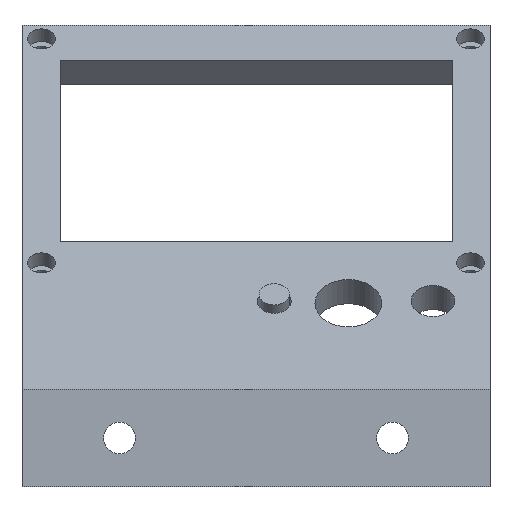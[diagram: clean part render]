
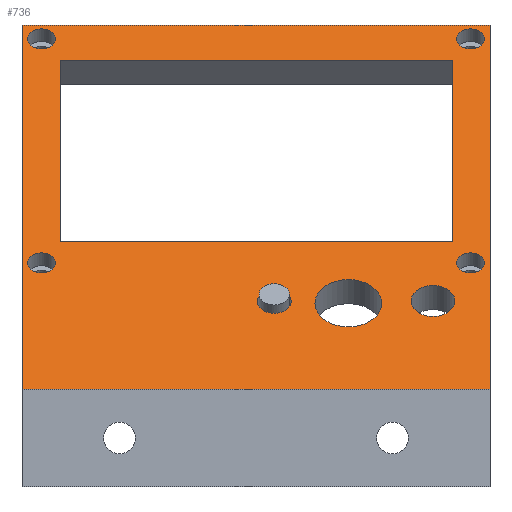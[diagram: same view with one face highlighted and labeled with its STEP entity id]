
A CAD part, front view. The second image highlights one B-rep face of the part: STEP entity #736.
In plain terms, the highlighted face is planar.
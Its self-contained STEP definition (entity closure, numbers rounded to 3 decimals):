
#29=FACE_BOUND('',#155,.T.);
#30=FACE_BOUND('',#156,.T.);
#31=FACE_BOUND('',#157,.T.);
#32=FACE_BOUND('',#158,.T.);
#33=FACE_BOUND('',#159,.T.);
#34=FACE_BOUND('',#160,.T.);
#35=FACE_BOUND('',#161,.T.);
#36=FACE_BOUND('',#162,.T.);
#64=PLANE('',#823);
#105=FACE_OUTER_BOUND('',#154,.T.);
#154=EDGE_LOOP('',(#638,#639,#640,#641));
#155=EDGE_LOOP('',(#642));
#156=EDGE_LOOP('',(#643));
#157=EDGE_LOOP('',(#644));
#158=EDGE_LOOP('',(#645));
#159=EDGE_LOOP('',(#646));
#160=EDGE_LOOP('',(#647));
#161=EDGE_LOOP('',(#648));
#162=EDGE_LOOP('',(#649,#650,#651,#652));
#191=LINE('',#1154,#251);
#212=LINE('',#1230,#272);
#215=LINE('',#1236,#275);
#218=LINE('',#1242,#278);
#221=LINE('',#1246,#281);
#229=LINE('',#1278,#289);
#232=LINE('',#1284,#292);
#235=LINE('',#1288,#295);
#251=VECTOR('',#884,10.);
#272=VECTOR('',#963,10.);
#275=VECTOR('',#968,10.);
#278=VECTOR('',#973,10.);
#281=VECTOR('',#978,10.);
#289=VECTOR('',#1014,10.);
#292=VECTOR('',#1019,10.);
#295=VECTOR('',#1024,10.);
#306=CIRCLE('',#780,2.9);
#309=CIRCLE('',#785,2.9);
#312=CIRCLE('',#790,2.9);
#315=CIRCLE('',#795,2.9);
#322=CIRCLE('',#812,4.5);
#324=CIRCLE('',#815,3.5);
#326=CIRCLE('',#818,6.85);
#348=VERTEX_POINT('',#1151);
#349=VERTEX_POINT('',#1153);
#358=VERTEX_POINT('',#1180);
#361=VERTEX_POINT('',#1189);
#364=VERTEX_POINT('',#1198);
#367=VERTEX_POINT('',#1207);
#374=VERTEX_POINT('',#1227);
#375=VERTEX_POINT('',#1229);
#377=VERTEX_POINT('',#1235);
#379=VERTEX_POINT('',#1241);
#382=VERTEX_POINT('',#1257);
#384=VERTEX_POINT('',#1263);
#386=VERTEX_POINT('',#1269);
#389=VERTEX_POINT('',#1277);
#391=VERTEX_POINT('',#1283);
#419=EDGE_CURVE('',#349,#348,#191,.T.);
#432=EDGE_CURVE('',#358,#358,#306,.T.);
#436=EDGE_CURVE('',#361,#361,#309,.T.);
#440=EDGE_CURVE('',#364,#364,#312,.T.);
#444=EDGE_CURVE('',#367,#367,#315,.T.);
#454=EDGE_CURVE('',#375,#374,#212,.T.);
#457=EDGE_CURVE('',#377,#375,#215,.T.);
#460=EDGE_CURVE('',#379,#377,#218,.T.);
#463=EDGE_CURVE('',#374,#379,#221,.T.);
#469=EDGE_CURVE('',#382,#382,#322,.T.);
#472=EDGE_CURVE('',#384,#384,#324,.T.);
#475=EDGE_CURVE('',#386,#386,#326,.T.);
#479=EDGE_CURVE('',#389,#349,#229,.T.);
#482=EDGE_CURVE('',#391,#389,#232,.T.);
#485=EDGE_CURVE('',#348,#391,#235,.T.);
#638=ORIENTED_EDGE('',*,*,#485,.T.);
#639=ORIENTED_EDGE('',*,*,#482,.T.);
#640=ORIENTED_EDGE('',*,*,#479,.T.);
#641=ORIENTED_EDGE('',*,*,#419,.T.);
#642=ORIENTED_EDGE('',*,*,#432,.T.);
#643=ORIENTED_EDGE('',*,*,#436,.T.);
#644=ORIENTED_EDGE('',*,*,#440,.T.);
#645=ORIENTED_EDGE('',*,*,#444,.T.);
#646=ORIENTED_EDGE('',*,*,#475,.T.);
#647=ORIENTED_EDGE('',*,*,#472,.T.);
#648=ORIENTED_EDGE('',*,*,#469,.T.);
#649=ORIENTED_EDGE('',*,*,#463,.T.);
#650=ORIENTED_EDGE('',*,*,#460,.T.);
#651=ORIENTED_EDGE('',*,*,#457,.T.);
#652=ORIENTED_EDGE('',*,*,#454,.T.);
#736=ADVANCED_FACE('',(#105,#29,#30,#31,#32,#33,#34,#35,#36),#64,.T.);
#780=AXIS2_PLACEMENT_3D('',#1181,#907,#908);
#785=AXIS2_PLACEMENT_3D('',#1190,#918,#919);
#790=AXIS2_PLACEMENT_3D('',#1199,#929,#930);
#795=AXIS2_PLACEMENT_3D('',#1208,#940,#941);
#812=AXIS2_PLACEMENT_3D('',#1258,#992,#993);
#815=AXIS2_PLACEMENT_3D('',#1264,#999,#1000);
#818=AXIS2_PLACEMENT_3D('',#1270,#1006,#1007);
#823=AXIS2_PLACEMENT_3D('',#1289,#1025,#1026);
#884=DIRECTION('',(1.,0.,0.));
#907=DIRECTION('center_axis',(0.,0.,-1.));
#908=DIRECTION('ref_axis',(-1.,0.,0.));
#918=DIRECTION('center_axis',(0.,0.,-1.));
#919=DIRECTION('ref_axis',(-1.,0.,0.));
#929=DIRECTION('center_axis',(0.,0.,-1.));
#930=DIRECTION('ref_axis',(-1.,0.,0.));
#940=DIRECTION('center_axis',(0.,0.,-1.));
#941=DIRECTION('ref_axis',(-1.,0.,0.));
#963=DIRECTION('',(-1.,0.,0.));
#968=DIRECTION('',(0.,-1.,0.));
#973=DIRECTION('',(1.,0.,0.));
#978=DIRECTION('',(0.,1.,0.));
#992=DIRECTION('center_axis',(0.,0.,-1.));
#993=DIRECTION('ref_axis',(-1.,0.,0.));
#999=DIRECTION('center_axis',(0.,0.,-1.));
#1000=DIRECTION('ref_axis',(-1.,0.,0.));
#1006=DIRECTION('center_axis',(0.,0.,-1.));
#1007=DIRECTION('ref_axis',(-1.,0.,0.));
#1014=DIRECTION('',(0.,-1.,0.));
#1019=DIRECTION('',(-1.,0.,0.));
#1024=DIRECTION('',(0.,1.,0.));
#1025=DIRECTION('center_axis',(0.,0.,1.));
#1026=DIRECTION('ref_axis',(-1.,0.,0.));
#1151=CARTESIAN_POINT('',(94.5,-17.127,16.95));
#1153=CARTESIAN_POINT('',(-1.5,-17.127,16.95));
#1154=CARTESIAN_POINT('',(0.,-17.127,16.95));
#1180=CARTESIAN_POINT('',(93.4,19.537,16.95));
#1181=CARTESIAN_POINT('Origin',(90.5,19.537,16.95));
#1189=CARTESIAN_POINT('',(93.4,84.537,16.95));
#1190=CARTESIAN_POINT('Origin',(90.5,84.537,16.95));
#1198=CARTESIAN_POINT('',(5.4,19.537,16.95));
#1199=CARTESIAN_POINT('Origin',(2.5,19.537,16.95));
#1207=CARTESIAN_POINT('',(5.4,84.537,16.95));
#1208=CARTESIAN_POINT('Origin',(2.5,84.537,16.95));
#1227=CARTESIAN_POINT('',(6.3,25.8,16.95));
#1229=CARTESIAN_POINT('',(86.8,25.8,16.95));
#1230=CARTESIAN_POINT('',(6.3,25.8,16.95));
#1235=CARTESIAN_POINT('',(86.8,78.4,16.95));
#1236=CARTESIAN_POINT('',(86.8,25.8,16.95));
#1241=CARTESIAN_POINT('',(6.3,78.4,16.95));
#1242=CARTESIAN_POINT('',(86.8,78.4,16.95));
#1246=CARTESIAN_POINT('',(6.3,78.4,16.95));
#1257=CARTESIAN_POINT('',(87.3,8.5,16.95));
#1258=CARTESIAN_POINT('Origin',(82.8,8.5,16.95));
#1263=CARTESIAN_POINT('',(53.725,8.425,16.95));
#1264=CARTESIAN_POINT('Origin',(50.225,8.425,16.95));
#1269=CARTESIAN_POINT('',(72.3,7.85,16.95));
#1270=CARTESIAN_POINT('Origin',(65.45,7.85,16.95));
#1277=CARTESIAN_POINT('',(-1.5,88.5,16.95));
#1278=CARTESIAN_POINT('',(-1.5,-1.5,16.95));
#1283=CARTESIAN_POINT('',(94.5,88.5,16.95));
#1284=CARTESIAN_POINT('',(-1.5,88.5,16.95));
#1288=CARTESIAN_POINT('',(94.5,-8.942,16.95));
#1289=CARTESIAN_POINT('Origin',(46.5,43.5,16.95));
